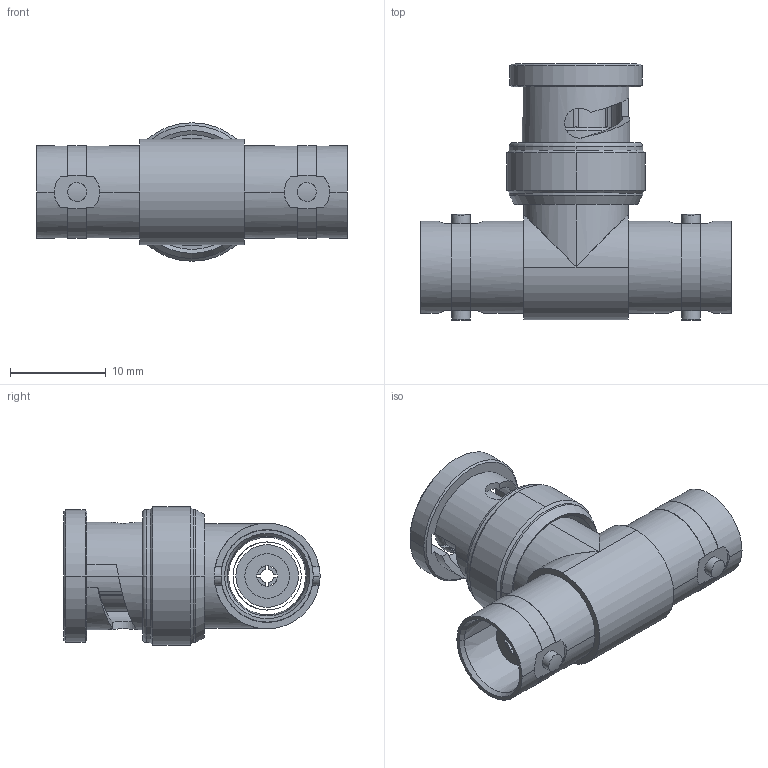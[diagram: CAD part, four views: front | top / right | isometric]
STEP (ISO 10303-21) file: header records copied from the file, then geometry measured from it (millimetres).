
FILE_DESCRIPTION((''),'2;1');
FILE_NAME('31-208_SW0001','2011-12-19T',('rkarthik'),(''),'PRO/ENGINEER BY PARAMETRIC TECHNOLOGY CORPORATION, 2010280','PRO/ENGINEER BY PARAMETRIC TECHNOLOGY CORPORATION, 2010280','');
FILE_SCHEMA(('CONFIG_CONTROL_DESIGN'));
Length unit declared in the file: millimetre
Products named in the file (1): 31-208_SW0001
Bounding box: 32.56 x 26.81 x 14.5 mm (x, y, z)
Surface area: 3746.8 mm2 (no closed solid volume)
Topology: 0 solids, 18 shells, 142 faces, 462 edges, 324 vertices
Faces by surface type: cylinder 58, plane 42, cone 30, torus 8, bspline 4
Entity records: 6034 total; most frequent: CARTESIAN_POINT 2000, DIRECTION 864, ORIENTED_EDGE 742, EDGE_CURVE 462, AXIS2_PLACEMENT_3D 338, VERTEX_POINT 324, CIRCLE 200, VECTOR 188
